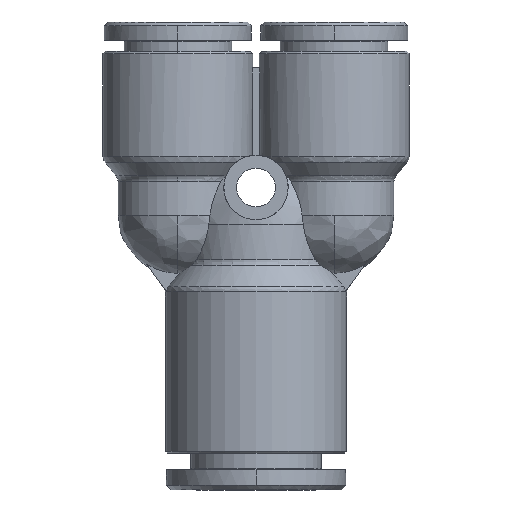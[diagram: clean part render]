
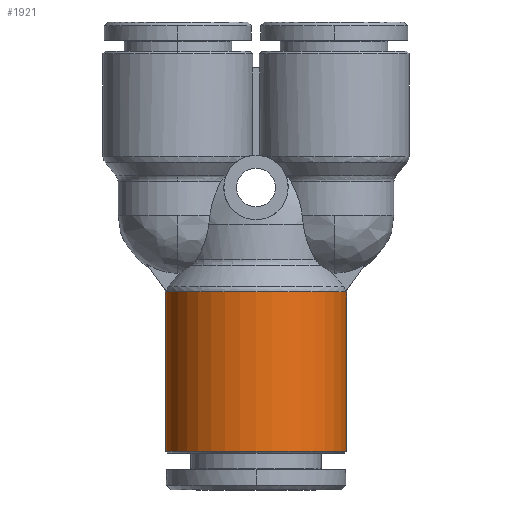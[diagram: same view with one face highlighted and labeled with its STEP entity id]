
A CAD part, front view. The second image highlights one B-rep face of the part: STEP entity #1921.
In plain terms, the highlighted cylindrical face has radius 9.85 mm (diameter 19.7 mm), a partial arc.
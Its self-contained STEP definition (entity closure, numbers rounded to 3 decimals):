
#402 = DIRECTION ( 'NONE',  ( 1., 0., 0. ) ) ;
#1191 = EDGE_LOOP ( 'NONE', ( #28574, #19440, #17785, #7710 ) ) ;
#1921 = ADVANCED_FACE ( 'NONE', ( #3685 ), #16939, .T. ) ;
#2239 = DIRECTION ( 'NONE',  ( -1., 0., 0. ) ) ;
#2385 = LINE ( 'NONE', #36583, #39219 ) ;
#2420 = DIRECTION ( 'NONE',  ( 1., 0., 0. ) ) ;
#3375 = LINE ( 'NONE', #28313, #31478 ) ;
#3685 = FACE_OUTER_BOUND ( 'NONE', #1191, .T. ) ;
#4409 = CARTESIAN_POINT ( 'NONE',  ( -13.597, 0., -8.5 ) ) ;
#7024 = DIRECTION ( 'NONE',  ( 1., 0., 0. ) ) ;
#7710 = ORIENTED_EDGE ( 'NONE', *, *, #33250, .T. ) ;
#11141 = EDGE_CURVE ( 'NONE', #41768, #29826, #3375, .T. ) ;
#12558 = CIRCLE ( 'NONE', #40187, 9.85 ) ;
#12693 = DIRECTION ( 'NONE',  ( 0., 0., -1. ) ) ;
#13298 = CARTESIAN_POINT ( 'NONE',  ( -21.233, 0., -8.5 ) ) ;
#13490 = CARTESIAN_POINT ( 'NONE',  ( -13.597, 0., 1.35 ) ) ;
#13952 = AXIS2_PLACEMENT_3D ( 'NONE', #4409, #2239, #17625 ) ;
#16939 = CYLINDRICAL_SURFACE ( 'NONE', #26533, 9.85 ) ;
#17625 = DIRECTION ( 'NONE',  ( 0., 0., -1. ) ) ;
#17785 = ORIENTED_EDGE ( 'NONE', *, *, #37481, .T. ) ;
#19440 = ORIENTED_EDGE ( 'NONE', *, *, #26411, .T. ) ;
#25051 = DIRECTION ( 'NONE',  ( 1., 0., 0. ) ) ;
#26411 = EDGE_CURVE ( 'NONE', #41768, #39724, #12558, .T. ) ;
#26533 = AXIS2_PLACEMENT_3D ( 'NONE', #13298, #7024, #29843 ) ;
#28313 = CARTESIAN_POINT ( 'NONE',  ( -21.233, 0., 1.35 ) ) ;
#28574 = ORIENTED_EDGE ( 'NONE', *, *, #11141, .F. ) ;
#29826 = VERTEX_POINT ( 'NONE', #13490 ) ;
#29843 = DIRECTION ( 'NONE',  ( 0., 0., -1. ) ) ;
#29930 = CARTESIAN_POINT ( 'NONE',  ( -13.597, 0., -18.35 ) ) ;
#31389 = CARTESIAN_POINT ( 'NONE',  ( -30.933, 0., 1.35 ) ) ;
#31478 = VECTOR ( 'NONE', #25051, 1000. ) ;
#31632 = CIRCLE ( 'NONE', #13952, 9.85 ) ;
#33250 = EDGE_CURVE ( 'NONE', #34876, #29826, #31632, .T. ) ;
#34611 = CARTESIAN_POINT ( 'NONE',  ( -30.933, 0., -18.35 ) ) ;
#34876 = VERTEX_POINT ( 'NONE', #29930 ) ;
#36583 = CARTESIAN_POINT ( 'NONE',  ( -21.233, 0., -18.35 ) ) ;
#37481 = EDGE_CURVE ( 'NONE', #39724, #34876, #2385, .T. ) ;
#39219 = VECTOR ( 'NONE', #402, 1000. ) ;
#39724 = VERTEX_POINT ( 'NONE', #34611 ) ;
#40187 = AXIS2_PLACEMENT_3D ( 'NONE', #41720, #2420, #12693 ) ;
#41720 = CARTESIAN_POINT ( 'NONE',  ( -30.933, 0., -8.5 ) ) ;
#41768 = VERTEX_POINT ( 'NONE', #31389 ) ;
